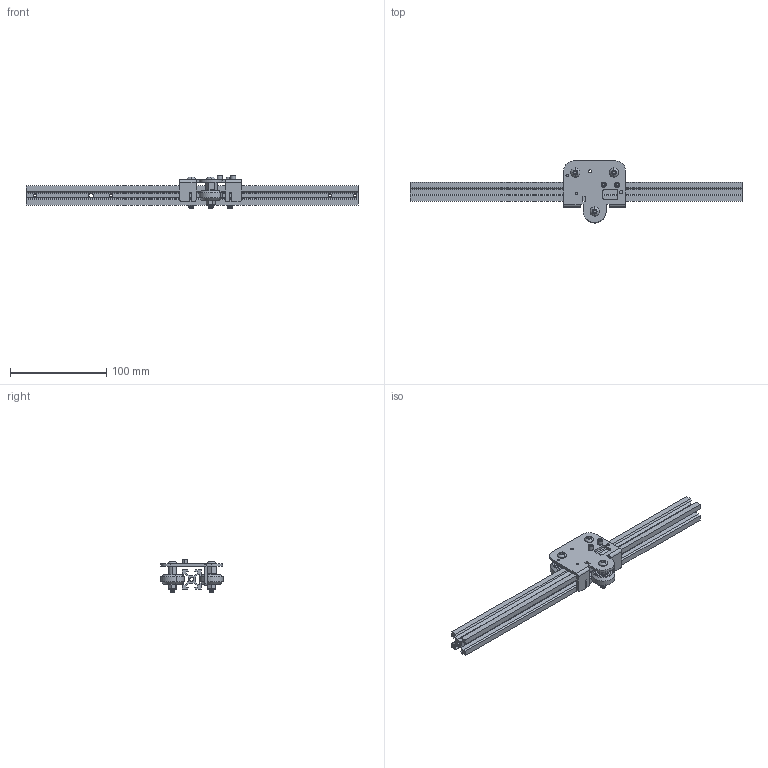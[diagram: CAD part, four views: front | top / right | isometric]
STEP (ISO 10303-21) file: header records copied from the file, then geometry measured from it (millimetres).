
FILE_DESCRIPTION (( 'STEP AP214' ), '1' );
FILE_NAME ('X Slide.STEP', '2021-10-18T14:20:11', ( '' ), ( '' ), 'SwSTEP 2.0', 'SolidWorks 2021', '' );
FILE_SCHEMA (( 'AUTOMOTIVE_DESIGN' ));
Length unit declared in the file: millimetre
Products named in the file (8): X Slide; Spacer Excentric; VRoller; DIN985 M5 A2_93625A200; Baseplate; Spacer; ISO3780 M5X30 A2_92095A218; Extrusion 2020 X Axis
Assembly tree (14 placements, depth 2):
  X Slide
    Baseplate
    DIN985 M5 A2_93625A200  x3
    ISO3780 M5X30 A2_92095A218  x3
    Spacer Excentric
    Spacer  x2
    VRoller  x3
    Extrusion 2020 X Axis
Bounding box: 345 x 64.49 x 34.5 mm (x, y, z)
Volume: 82863.2 mm3; surface area: 81819.1 mm2
Topology: 35 solids, 35 shells, 900 faces, 2200 edges, 1378 vertices
Faces by surface type: cylinder 460, plane 210, cone 161, torus 42, bspline 21, sphere 6
Entity records: 22957 total; most frequent: CARTESIAN_POINT 12747, ORIENTED_EDGE 2092, DIRECTION 1946, EDGE_CURVE 1046, AXIS2_PLACEMENT_3D 720, VERTEX_POINT 662, LINE 506, VECTOR 506
